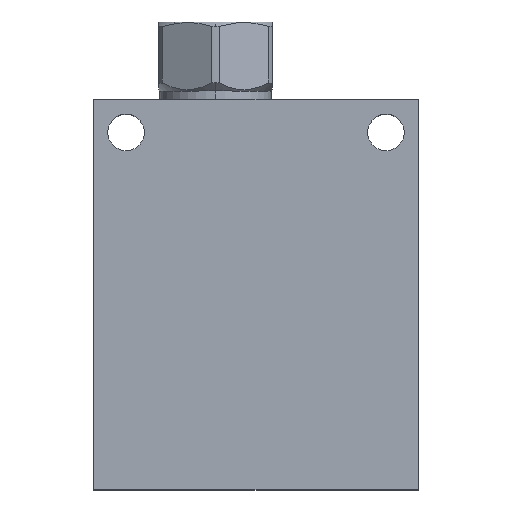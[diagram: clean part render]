
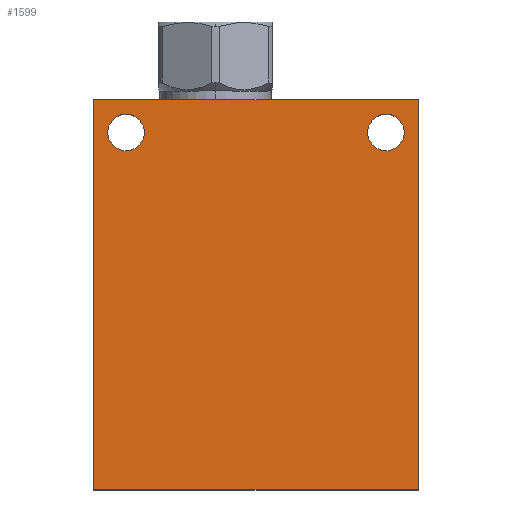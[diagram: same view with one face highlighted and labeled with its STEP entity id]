
A CAD part, top view. The second image highlights one B-rep face of the part: STEP entity #1599.
In plain terms, the highlighted planar face has unit normal (0, 0, 1).
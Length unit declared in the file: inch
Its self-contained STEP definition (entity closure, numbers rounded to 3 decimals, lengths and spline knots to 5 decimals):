
#93=DIRECTION('',(0.,-1.,0.));
#94=VECTOR('',#93,3.);
#95=CARTESIAN_POINT('',(0.,0.,1.25));
#96=LINE('',#95,#94);
#97=DIRECTION('',(-1.,0.,0.));
#98=VECTOR('',#97,2.5);
#99=CARTESIAN_POINT('',(2.5,0.,1.25));
#100=LINE('',#99,#98);
#101=DIRECTION('',(0.,1.,0.));
#102=VECTOR('',#101,3.);
#103=CARTESIAN_POINT('',(2.5,-3.,1.25));
#104=LINE('',#103,#102);
#105=DIRECTION('',(1.,0.,0.));
#106=VECTOR('',#105,2.5);
#107=CARTESIAN_POINT('',(0.,-3.,1.25));
#108=LINE('',#107,#106);
#109=CARTESIAN_POINT('',(0.25,-0.25,1.25));
#110=DIRECTION('',(0.,0.,-1.));
#111=DIRECTION('',(-1.,0.,0.));
#112=AXIS2_PLACEMENT_3D('',#109,#110,#111);
#114=CARTESIAN_POINT('',(0.25,-0.25,1.25));
#115=DIRECTION('',(0.,0.,-1.));
#116=DIRECTION('',(1.,0.,0.));
#117=AXIS2_PLACEMENT_3D('',#114,#115,#116);
#119=CARTESIAN_POINT('',(2.25,-0.25,1.25));
#120=DIRECTION('',(0.,0.,-1.));
#121=DIRECTION('',(-1.,0.,0.));
#122=AXIS2_PLACEMENT_3D('',#119,#120,#121);
#124=CARTESIAN_POINT('',(2.25,-0.25,1.25));
#125=DIRECTION('',(0.,0.,-1.));
#126=DIRECTION('',(1.,0.,0.));
#127=AXIS2_PLACEMENT_3D('',#124,#125,#126);
#1286=CARTESIAN_POINT('',(0.,0.,1.25));
#1287=CARTESIAN_POINT('',(0.,-3.,1.25));
#1288=VERTEX_POINT('',#1286);
#1289=VERTEX_POINT('',#1287);
#1290=CARTESIAN_POINT('',(2.5,-3.,1.25));
#1291=VERTEX_POINT('',#1290);
#1292=CARTESIAN_POINT('',(2.5,0.,1.25));
#1293=VERTEX_POINT('',#1292);
#1298=CARTESIAN_POINT('',(0.1095,-0.25,1.25));
#1299=CARTESIAN_POINT('',(0.3905,-0.25,1.25));
#1300=VERTEX_POINT('',#1298);
#1301=VERTEX_POINT('',#1299);
#1306=CARTESIAN_POINT('',(2.1095,-0.25,1.25));
#1307=CARTESIAN_POINT('',(2.3905,-0.25,1.25));
#1308=VERTEX_POINT('',#1306);
#1309=VERTEX_POINT('',#1307);
#1576=CARTESIAN_POINT('',(0.,0.,1.25));
#1577=DIRECTION('',(0.,0.,1.));
#1578=DIRECTION('',(1.,0.,0.));
#1579=AXIS2_PLACEMENT_3D('',#1576,#1577,#1578);
#1580=PLANE('',#1579);
#1581=ORIENTED_EDGE('',*,*,#1504,.F.);
#1582=ORIENTED_EDGE('',*,*,#1525,.F.);
#1583=ORIENTED_EDGE('',*,*,#1545,.F.);
#1584=ORIENTED_EDGE('',*,*,#1564,.F.);
#1585=EDGE_LOOP('',(#1581,#1582,#1583,#1584));
#1586=FACE_OUTER_BOUND('',#1585,.F.);
#1588=ORIENTED_EDGE('',*,*,#1587,.F.);
#1590=ORIENTED_EDGE('',*,*,#1589,.F.);
#1591=EDGE_LOOP('',(#1588,#1590));
#1592=FACE_BOUND('',#1591,.F.);
#1594=ORIENTED_EDGE('',*,*,#1593,.F.);
#1596=ORIENTED_EDGE('',*,*,#1595,.F.);
#1597=EDGE_LOOP('',(#1594,#1596));
#1598=FACE_BOUND('',#1597,.F.);
#1599=ADVANCED_FACE('',(#1586,#1592,#1598),#1580,.T.);
#113=CIRCLE('',#112,0.1405);
#118=CIRCLE('',#117,0.1405);
#123=CIRCLE('',#122,0.1405);
#128=CIRCLE('',#127,0.1405);
#1504=EDGE_CURVE('',#1288,#1289,#96,.T.);
#1525=EDGE_CURVE('',#1293,#1288,#100,.T.);
#1545=EDGE_CURVE('',#1291,#1293,#104,.T.);
#1564=EDGE_CURVE('',#1289,#1291,#108,.T.);
#1587=EDGE_CURVE('',#1300,#1301,#113,.T.);
#1589=EDGE_CURVE('',#1301,#1300,#118,.T.);
#1593=EDGE_CURVE('',#1308,#1309,#123,.T.);
#1595=EDGE_CURVE('',#1309,#1308,#128,.T.);
